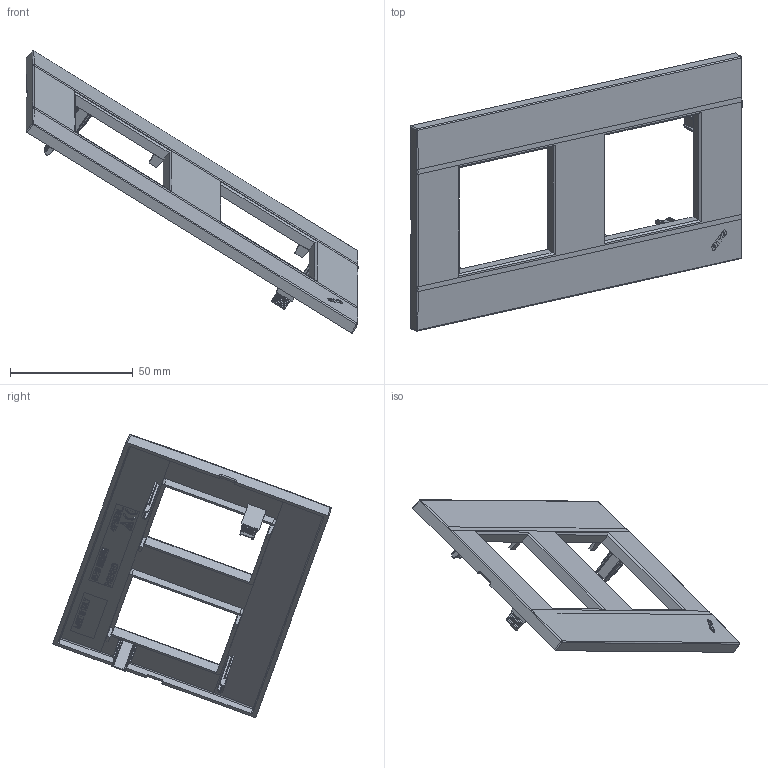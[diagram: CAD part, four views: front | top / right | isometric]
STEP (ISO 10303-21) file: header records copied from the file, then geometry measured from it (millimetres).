
FILE_DESCRIPTION(('CATIA V5 STEP Exchange'),'2;1');
FILE_NAME('44PSME34@.stp','2025-04-10T12:19:02+00:00',('none'),('none'),'CATIA Version 5-6 Release 2016 SP6','CATIA V5 STEP AP203','none');
FILE_SCHEMA(('CONFIG_CONTROL_DESIGN'));
Products named in the file (1): 44PSME34@
Assembly tree (2 placements, depth 2):
  44PSME34@
    #57
    #101
Bounding box: 135.18 x 113.38 x 115.27 mm (x, y, z)
Volume: 22899.4 mm3; surface area: 27331.6 mm2
Topology: 50 solids, 50 shells, 1649 faces, 4484 edges, 2928 vertices
Faces by surface type: plane 1312, cylinder 259, extrusion 38, sphere 24, bspline 16
Entity records: 52641 total; most frequent: CARTESIAN_POINT 13484, ORIENTED_EDGE 8904, DIRECTION 6542, EDGE_CURVE 4452, VECTOR 3754, LINE 3716, VERTEX_POINT 2920, EDGE_LOOP 1706
